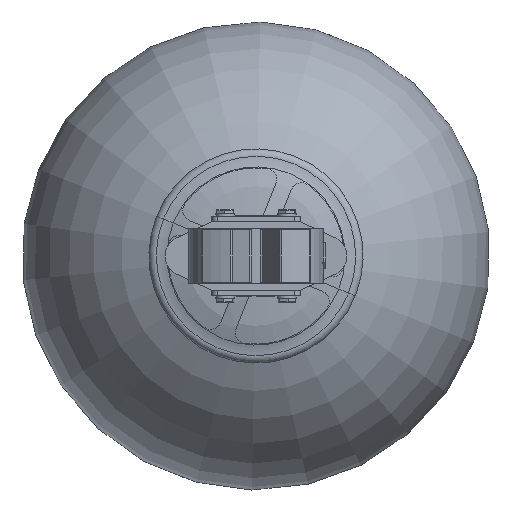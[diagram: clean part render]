
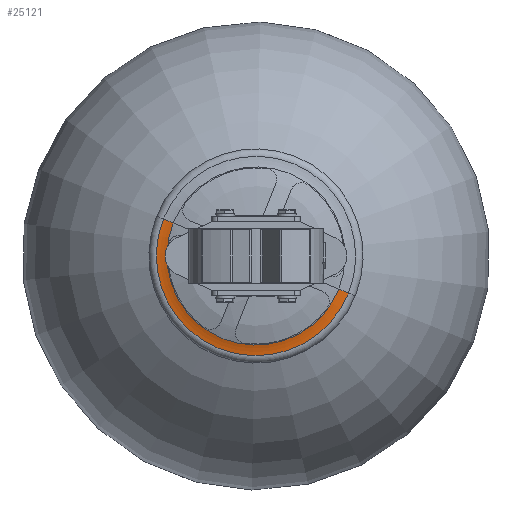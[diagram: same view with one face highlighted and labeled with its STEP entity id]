
A CAD part, front view. The second image highlights one B-rep face of the part: STEP entity #25121.
In plain terms, the highlighted toroidal (fillet/blend) face has major radius 96.618 mm and minor radius 45 mm.
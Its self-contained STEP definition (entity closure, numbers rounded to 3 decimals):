
#5934 = VERTEX_POINT ( 'NONE', #88892 ) ;
#6564 = TOROIDAL_SURFACE ( 'NONE', #67682, 96.618, 45. ) ;
#8595 = DIRECTION ( 'NONE',  ( 0., 1., 0. ) ) ;
#8720 = CARTESIAN_POINT ( 'NONE',  ( 75.134, 322.82, -29.986 ) ) ;
#13072 = DIRECTION ( 'NONE',  ( 0., 1., 0. ) ) ;
#14438 = DIRECTION ( 'NONE',  ( 0.929, 0., -0.371 ) ) ;
#14664 = CARTESIAN_POINT ( 'NONE',  ( 0., 322.82, 0. ) ) ;
#14763 = CIRCLE ( 'NONE', #92333, 90.5 ) ;
#15185 = CARTESIAN_POINT ( 'NONE',  ( 89.735, 280.656, -35.813 ) ) ;
#18219 = ORIENTED_EDGE ( 'NONE', *, *, #38849, .T. ) ;
#19174 = EDGE_CURVE ( 'NONE', #74834, #5934, #91088, .T. ) ;
#25121 = ADVANCED_FACE ( 'NONE', ( #28421 ), #6564, .F. ) ;
#25451 = ORIENTED_EDGE ( 'NONE', *, *, #19174, .F. ) ;
#27527 = CARTESIAN_POINT ( 'NONE',  ( 0., 280.656, 0. ) ) ;
#28421 = FACE_OUTER_BOUND ( 'NONE', #58162, .T. ) ;
#28944 = EDGE_CURVE ( 'NONE', #88518, #74834, #14763, .T. ) ;
#30044 = DIRECTION ( 'NONE',  ( 0., 1., 0. ) ) ;
#31010 = DIRECTION ( 'NONE',  ( 0.929, 0., -0.371 ) ) ;
#31443 = ORIENTED_EDGE ( 'NONE', *, *, #28944, .F. ) ;
#34448 = AXIS2_PLACEMENT_3D ( 'NONE', #74291, #73848, #81318 ) ;
#38464 = DIRECTION ( 'NONE',  ( 0.929, 0., -0.371 ) ) ;
#38849 = EDGE_CURVE ( 'NONE', #48643, #5934, #41026, .T. ) ;
#41026 = CIRCLE ( 'NONE', #72248, 80.897 ) ;
#45388 = EDGE_CURVE ( 'NONE', #88518, #48643, #69722, .T. ) ;
#48643 = VERTEX_POINT ( 'NONE', #8720 ) ;
#49700 = DIRECTION ( 'NONE',  ( 0.929, 0., -0.371 ) ) ;
#51119 = DIRECTION ( 'NONE',  ( 0.371, 0., 0.929 ) ) ;
#58162 = EDGE_LOOP ( 'NONE', ( #25451, #31443, #75828, #18219 ) ) ;
#58998 = CARTESIAN_POINT ( 'NONE',  ( 84.053, 325.238, -33.545 ) ) ;
#67682 = AXIS2_PLACEMENT_3D ( 'NONE', #27527, #13072, #14438 ) ;
#69377 = CARTESIAN_POINT ( 'NONE',  ( -84.053, 325.238, 33.545 ) ) ;
#69722 = CIRCLE ( 'NONE', #83106, 45. ) ;
#72248 = AXIS2_PLACEMENT_3D ( 'NONE', #14664, #30044, #49700 ) ;
#72536 = CARTESIAN_POINT ( 'NONE',  ( 0., 325.238, 0. ) ) ;
#73848 = DIRECTION ( 'NONE',  ( -0.371, 0., -0.929 ) ) ;
#74291 = CARTESIAN_POINT ( 'NONE',  ( -89.735, 280.656, 35.813 ) ) ;
#74834 = VERTEX_POINT ( 'NONE', #69377 ) ;
#75828 = ORIENTED_EDGE ( 'NONE', *, *, #45388, .T. ) ;
#81318 = DIRECTION ( 'NONE',  ( -0.929, 0., 0.371 ) ) ;
#83106 = AXIS2_PLACEMENT_3D ( 'NONE', #15185, #51119, #31010 ) ;
#88518 = VERTEX_POINT ( 'NONE', #58998 ) ;
#88892 = CARTESIAN_POINT ( 'NONE',  ( -75.134, 322.82, 29.986 ) ) ;
#91088 = CIRCLE ( 'NONE', #34448, 45. ) ;
#92333 = AXIS2_PLACEMENT_3D ( 'NONE', #72536, #8595, #38464 ) ;
